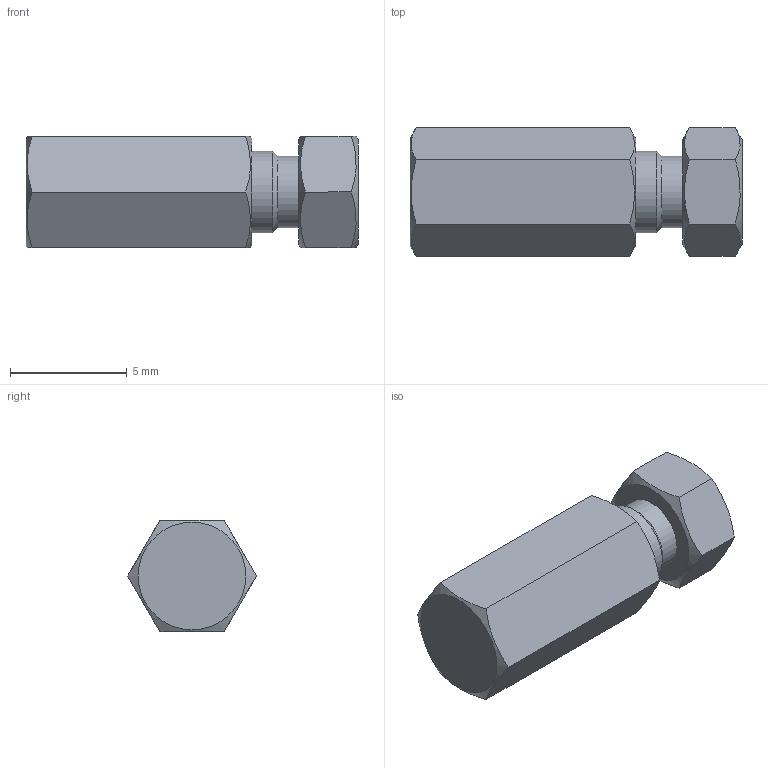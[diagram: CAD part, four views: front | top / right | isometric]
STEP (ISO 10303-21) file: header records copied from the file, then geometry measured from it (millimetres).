
FILE_DESCRIPTION((''),'2;1');
FILE_NAME('305038-ZC.5 Cap.stp','2013-08-21T13:54:32',('Franzp'),(''),'Autodesk Inventor 2013','Autodesk Inventor 2013','');
FILE_SCHEMA(('AUTOMOTIVE_DESIGN { 1 0 10303 214 1 1 1 1 }'));
Length unit declared in the file: millimetre
Products named in the file (1): 305038_Shrinkwrap_1
Bounding box: 14.2 x 5.5 x 4.76 mm (x, y, z)
Surface area: 340.1 mm2 (no closed solid volume)
Topology: 0 solids, 2 shells, 27 faces, 62 edges, 39 vertices
Faces by surface type: plane 16, cone 8, cylinder 3
Full cylindrical faces by diameter (mm): 1.575 x1, 3.073 x1, 3.505 x1
Entity records: 723 total; most frequent: CARTESIAN_POINT 164, ORIENTED_EDGE 97, DIRECTION 96, EDGE_CURVE 50, AXIS2_PLACEMENT_3D 42, EDGE_LOOP 41, VERTEX_POINT 38, FACE_OUTER_BOUND 27
